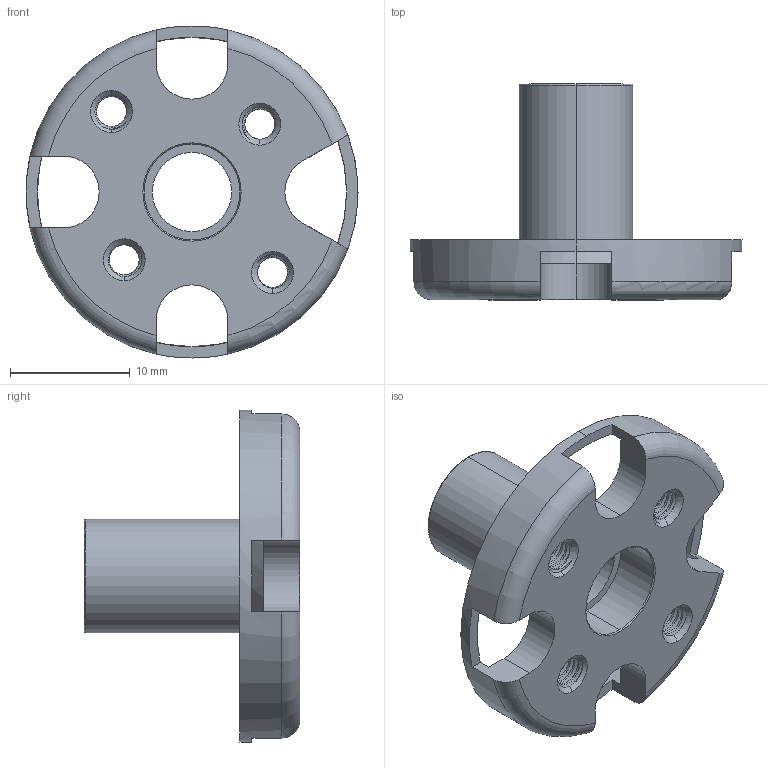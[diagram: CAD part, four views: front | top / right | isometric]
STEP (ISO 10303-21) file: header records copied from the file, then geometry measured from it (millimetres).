
FILE_DESCRIPTION (( 'STEP AP214' ), '1' );
FILE_NAME ('opora.STEP', '2016-02-29T23:50:19', ( '' ), ( '' ), 'SwSTEP 2.0', 'SolidWorks 2015', '' );
FILE_SCHEMA (( 'AUTOMOTIVE_DESIGN' ));
Length unit declared in the file: millimetre
Products named in the file (1): opora
Bounding box: 27.7 x 18 x 27.7 mm (x, y, z)
Volume: 1825.1 mm3; surface area: 2445.8 mm2
Topology: 1 solids, 1 shells, 165 faces, 487 edges, 320 vertices
Faces by surface type: cylinder 115, plane 18, cone 16, bspline 10, torus 6
Entity records: 8577 total; most frequent: CARTESIAN_POINT 4681, ORIENTED_EDGE 974, DIRECTION 677, EDGE_CURVE 487, VERTEX_POINT 320, AXIS2_PLACEMENT_3D 256, EDGE_LOOP 179, ADVANCED_FACE 165
